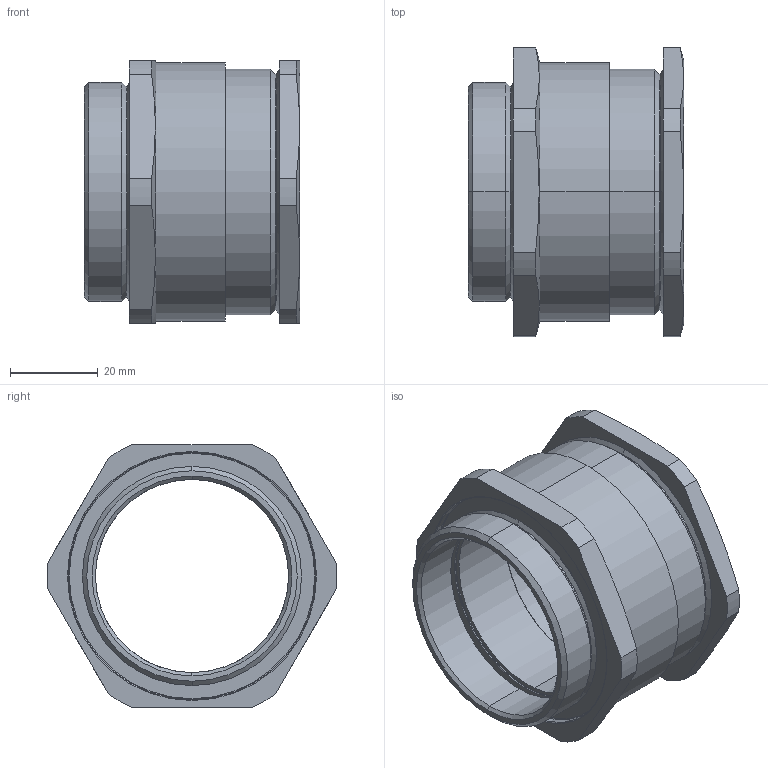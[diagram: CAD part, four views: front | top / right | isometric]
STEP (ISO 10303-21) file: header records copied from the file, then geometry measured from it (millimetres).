
FILE_DESCRIPTION (( 'STEP AP203' ), '1' );
FILE_NAME ('50RA2E1RA.STEP', '2019-07-22T10:36:27', ( '' ), ( '' ), 'SwSTEP 2.0', 'SolidWorks 2017', '' );
FILE_SCHEMA (( 'CONFIG_CONTROL_DESIGN' ));
Length unit declared in the file: millimetre
Products named in the file (1): 50RA2E1RA
Bounding box: 49.14 x 65.97 x 60 mm (x, y, z)
Surface area: 24248.4 mm2 (no closed solid volume)
Topology: 0 solids, 5 shells, 89 faces, 350 edges, 270 vertices
Faces by surface type: cylinder 30, cone 28, plane 21, torus 10
Entity records: 5065 total; most frequent: CARTESIAN_POINT 2174, DIRECTION 546, ORIENTED_EDGE 540, EDGE_CURVE 350, VERTEX_POINT 270, AXIS2_PLACEMENT_3D 204, LINE 138, VECTOR 138
